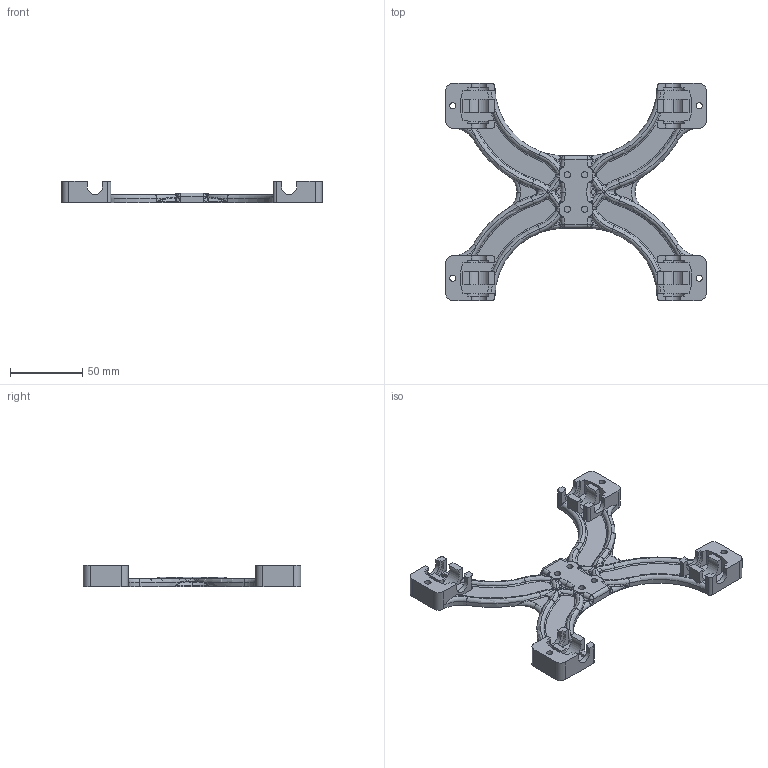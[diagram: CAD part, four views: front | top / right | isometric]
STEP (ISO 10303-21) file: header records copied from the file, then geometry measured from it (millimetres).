
FILE_DESCRIPTION (( 'STEP AP203' ), '1' );
FILE_NAME ('Y_Cartx1.STEP', '2012-07-31T21:13:43', ( '' ), ( '' ), 'SwSTEP 2.0', 'SolidWorks 2012', '' );
FILE_SCHEMA (( 'CONFIG_CONTROL_DESIGN' ));
Length unit declared in the file: millimetre
Products named in the file (1): Y_Cartx1
Bounding box: 180 x 150 x 14.78 mm (x, y, z)
Volume: 70602.8 mm3; surface area: 39471.5 mm2
Topology: 1 solids, 1 shells, 537 faces, 1367 edges, 822 vertices
Faces by surface type: plane 184, cylinder 140, torus 117, bspline 92, sphere 4
Entity records: 19985 total; most frequent: CARTESIAN_POINT 7605, ORIENTED_EDGE 2682, DIRECTION 2502, EDGE_CURVE 1341, AXIS2_PLACEMENT_3D 995, VERTEX_POINT 822, EDGE_LOOP 561, CIRCLE 549
